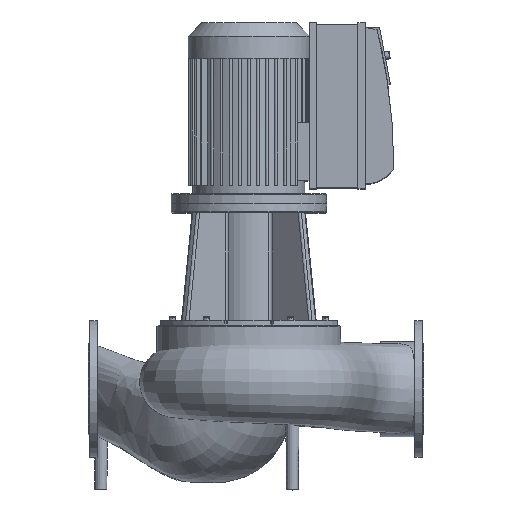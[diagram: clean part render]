
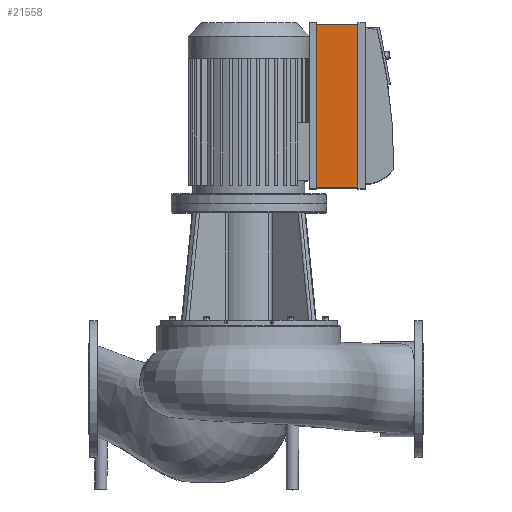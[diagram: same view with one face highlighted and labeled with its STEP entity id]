
A CAD part, top view. The second image highlights one B-rep face of the part: STEP entity #21558.
In plain terms, the highlighted planar face has unit normal (0, 0, 1).
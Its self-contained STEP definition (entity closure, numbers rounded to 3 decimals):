
#2118=FACE_OUTER_BOUND($,#3605,.T.);
#3605=EDGE_LOOP($,(#19355,#19356,#19357,#19358));
#5467=LINE($,#57164,#7337);
#5469=LINE($,#57168,#7339);
#5470=LINE($,#57170,#7340);
#5471=LINE($,#57171,#7341);
#7337=VECTOR($,#29774,86.);
#7339=VECTOR($,#29778,341.);
#7340=VECTOR($,#29779,86.);
#7341=VECTOR($,#29780,341.);
#10295=VERTEX_POINT($,#57161);
#10296=VERTEX_POINT($,#57163);
#10297=VERTEX_POINT($,#57167);
#10298=VERTEX_POINT($,#57169);
#13322=EDGE_CURVE($,#10295,#10296,#5467,.T.);
#13324=EDGE_CURVE($,#10295,#10297,#5469,.T.);
#13325=EDGE_CURVE($,#10298,#10297,#5470,.T.);
#13326=EDGE_CURVE($,#10298,#10296,#5471,.T.);
#19355=ORIENTED_EDGE($,*,*,#13322,.F.);
#19356=ORIENTED_EDGE($,*,*,#13324,.T.);
#19357=ORIENTED_EDGE($,*,*,#13325,.F.);
#19358=ORIENTED_EDGE($,*,*,#13326,.T.);
#20299=PLANE($,#23713);
#21558=ADVANCED_FACE($,(#2118),#20299,.T.);
#23713=AXIS2_PLACEMENT_3D($,#57166,#29776,#29777);
#29774=DIRECTION($,(-1.,0.,0.));
#29776=DIRECTION('center_axis',(0.,0.,1.));
#29777=DIRECTION('ref_axis',(1.,0.,0.));
#29778=DIRECTION($,(0.,1.,0.));
#29779=DIRECTION($,(1.,0.,0.));
#29780=DIRECTION($,(0.,-1.,0.));
#57161=CARTESIAN_POINT('',(563.,421.,412.));
#57163=CARTESIAN_POINT('',(477.,421.,412.));
#57164=CARTESIAN_POINT($,(541.5,421.,412.));
#57166=CARTESIAN_POINT('Origin',(520.,591.5,412.));
#57167=CARTESIAN_POINT('',(563.,762.,412.));
#57168=CARTESIAN_POINT($,(563.,421.,412.));
#57169=CARTESIAN_POINT('',(477.,762.,412.));
#57170=CARTESIAN_POINT($,(498.5,762.,412.));
#57171=CARTESIAN_POINT($,(477.,762.,412.));
